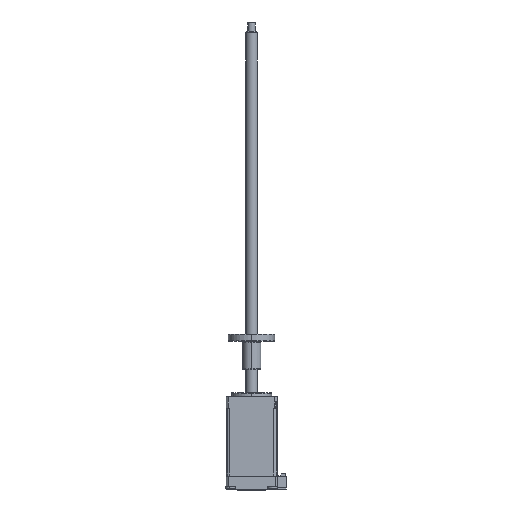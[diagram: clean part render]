
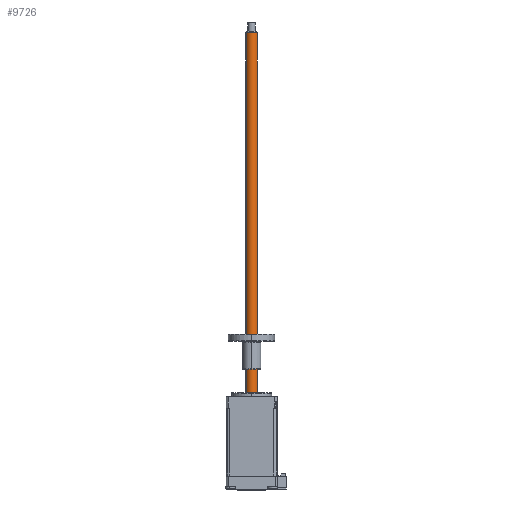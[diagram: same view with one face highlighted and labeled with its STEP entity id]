
A CAD part, top view. The second image highlights one B-rep face of the part: STEP entity #9726.
In plain terms, the highlighted cylindrical face has radius 3.175 mm (diameter 6.35 mm), a partial arc.
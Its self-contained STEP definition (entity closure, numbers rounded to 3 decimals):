
#2 = EDGE_CURVE ( 'NONE', #2397, #9083, #1343, .T. ) ;
#341 = CARTESIAN_POINT ( 'NONE',  ( 1.289, 24.076, 33.6 ) ) ;
#809 = VERTEX_POINT ( 'NONE', #6767 ) ;
#854 = CIRCLE ( 'NONE', #8835, 3.175 ) ;
#1109 = DIRECTION ( 'NONE',  ( 0.868, 0., -0.497 ) ) ;
#1268 = CARTESIAN_POINT ( 'NONE',  ( 1.289, 224.076, 33.6 ) ) ;
#1343 = LINE ( 'NONE', #4033, #6287 ) ;
#1417 = EDGE_CURVE ( 'NONE', #809, #2046, #2791, .T. ) ;
#1492 = CARTESIAN_POINT ( 'NONE',  ( 4.043, 24.076, 32.021 ) ) ;
#1623 = DIRECTION ( 'NONE',  ( 0., -1., 0. ) ) ;
#1757 = EDGE_LOOP ( 'NONE', ( #6968, #1949, #5522, #4104 ) ) ;
#1949 = ORIENTED_EDGE ( 'NONE', *, *, #2, .T. ) ;
#2026 = DIRECTION ( 'NONE',  ( 0., -1., 0. ) ) ;
#2046 = VERTEX_POINT ( 'NONE', #1492 ) ;
#2057 = AXIS2_PLACEMENT_3D ( 'NONE', #1268, #2026, #4286 ) ;
#2325 = DIRECTION ( 'NONE',  ( 0., -1., 0. ) ) ;
#2397 = VERTEX_POINT ( 'NONE', #4323 ) ;
#2680 = EDGE_CURVE ( 'NONE', #809, #2397, #7325, .T. ) ;
#2791 = LINE ( 'NONE', #10043, #8425 ) ;
#4033 = CARTESIAN_POINT ( 'NONE',  ( -1.466, 224.076, 35.179 ) ) ;
#4104 = ORIENTED_EDGE ( 'NONE', *, *, #1417, .F. ) ;
#4286 = DIRECTION ( 'NONE',  ( 0.868, 0., -0.497 ) ) ;
#4323 = CARTESIAN_POINT ( 'NONE',  ( -1.466, 223.076, 35.179 ) ) ;
#4707 = CARTESIAN_POINT ( 'NONE',  ( -1.466, 24.076, 35.179 ) ) ;
#4773 = DIRECTION ( 'NONE',  ( 0., -1., 0. ) ) ;
#5522 = ORIENTED_EDGE ( 'NONE', *, *, #8266, .F. ) ;
#5789 = DIRECTION ( 'NONE',  ( 0., -1., 0. ) ) ;
#5939 = FACE_OUTER_BOUND ( 'NONE', #1757, .T. ) ;
#6287 = VECTOR ( 'NONE', #4773, 1000. ) ;
#6296 = CARTESIAN_POINT ( 'NONE',  ( 1.289, 223.076, 33.6 ) ) ;
#6767 = CARTESIAN_POINT ( 'NONE',  ( 4.043, 223.076, 32.021 ) ) ;
#6968 = ORIENTED_EDGE ( 'NONE', *, *, #2680, .T. ) ;
#7058 = DIRECTION ( 'NONE',  ( -0.868, 0., 0.497 ) ) ;
#7325 = CIRCLE ( 'NONE', #8799, 3.175 ) ;
#7717 = CYLINDRICAL_SURFACE ( 'NONE', #2057, 3.175 ) ;
#8266 = EDGE_CURVE ( 'NONE', #2046, #9083, #854, .T. ) ;
#8425 = VECTOR ( 'NONE', #2325, 1000. ) ;
#8799 = AXIS2_PLACEMENT_3D ( 'NONE', #6296, #1623, #7058 ) ;
#8835 = AXIS2_PLACEMENT_3D ( 'NONE', #341, #5789, #1109 ) ;
#9083 = VERTEX_POINT ( 'NONE', #4707 ) ;
#9726 = ADVANCED_FACE ( 'NONE', ( #5939 ), #7717, .T. ) ;
#10043 = CARTESIAN_POINT ( 'NONE',  ( 4.043, 224.076, 32.021 ) ) ;
